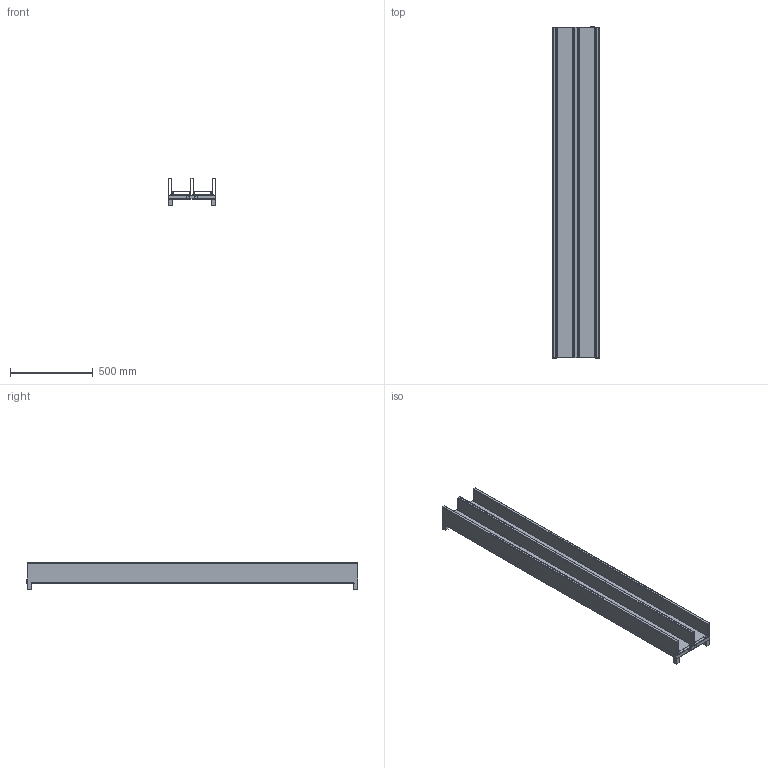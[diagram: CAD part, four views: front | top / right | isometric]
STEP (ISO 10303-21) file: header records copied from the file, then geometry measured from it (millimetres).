
FILE_DESCRIPTION((''),'2;1');
FILE_NAME('3601766100003_X_3D_ASM','2022-03-14T15:10:25',('pc104'),(''),'CREO PARAMETRIC BY PTC INC, 2019080','CREO PARAMETRIC BY PTC INC, 2019080','');
FILE_SCHEMA(('AUTOMOTIVE_DESIGN { 1 0 10303 214 1 1 1 1 }'));
Length unit declared in the file: millimetre
Products named in the file (3): GROOVE_2000_284_X_MOD_3D; 1041001240010; 3601766100003_X_3D_ASM
Assembly tree (2 placements, depth 2):
  3601766100003_X_3D_ASM
    GROOVE_2000_284_X_MOD_3D
    1041001240010
Bounding box: 284 x 2006.6 x 163.5 mm (x, y, z)
Volume: 8943541.2 mm3; surface area: 5136913.1 mm2
Topology: 3 solids, 3 shells, 233 faces, 625 edges, 394 vertices
Faces by surface type: plane 159, cylinder 64, cone 6, torus 4
Entity records: 11611 total; most frequent: CARTESIAN_POINT 1435, DIRECTION 1380, ORIENTED_EDGE 1250, PRESENTATION_STYLE_ASSIGNMENT 679, STYLED_ITEM 675, CURVE_STYLE 672, EDGE_CURVE 625, VECTOR 485
